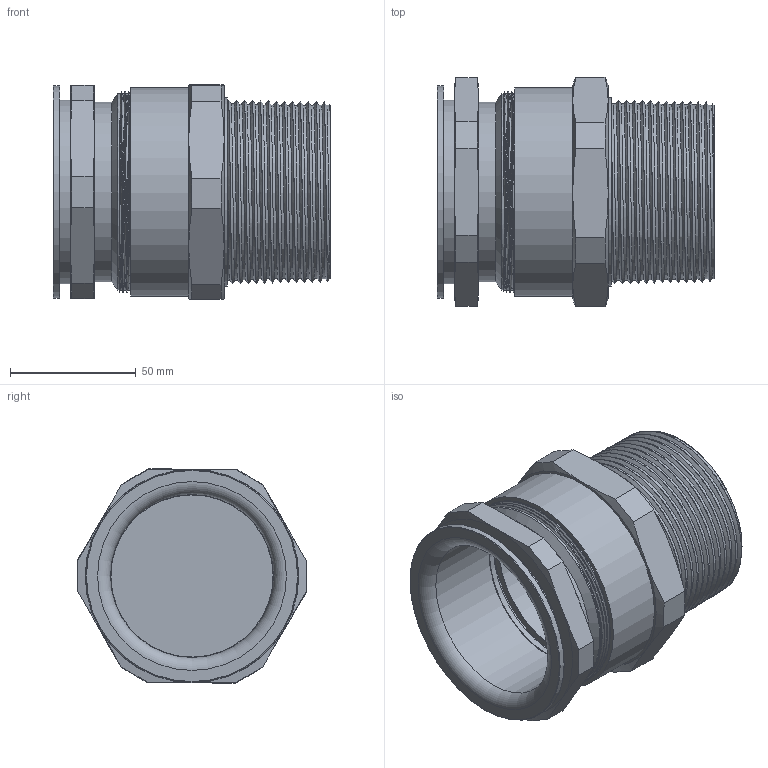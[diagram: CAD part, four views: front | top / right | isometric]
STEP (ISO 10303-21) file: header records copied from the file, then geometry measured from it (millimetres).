
FILE_DESCRIPTION(/* description */ ('ADE-1F2 NPT 2 1/2"'),/* implementation_level */ '2;1');
FILE_NAME(/* name */ '00809404V1-RST.stp',/* time_stamp */ '2023-03-29T11:18:41+02:00',/* author */ ('sl'),/* organization */ (''),/* preprocessor_version */ 'ST-DEVELOPER v16.5',/* originating_system */ 'Autodesk Inventor 2017',/* authorisation */ '');
FILE_SCHEMA (('AUTOMOTIVE_DESIGN { 1 0 10303 214 3 1 1 }'));
Length unit declared in the file: millimetre
Products named in the file (5): 00809404V1; 00809404V1_1; 00809404V1_2; 00809404V1_3; 00809404V1_4
Assembly tree (4 placements, depth 2):
  00809404V1
    00809404V1_1
    00809404V1_2
    00809404V1_3
    00809404V1_4
Bounding box: 110.61 x 91.46 x 85.45 mm (x, y, z)
Volume: 161045.9 mm3; surface area: 111478.9 mm2
Topology: 4 solids, 4 shells, 139 faces, 308 edges, 193 vertices
Faces by surface type: plane 50, cylinder 37, cone 36, bspline 8, torus 8
Full cylindrical faces by diameter (mm): 64.38 x1, 64.59 x1, 65.14 x1, 65.16 x1, 66.04 x1, 66.56 x1, 69.6 x1, 70.09 x1, 71.5 x1, 73.26 x1, 73.6 x1, 74.88 x1, 77.4 x2, 77.6 x1, 77.63 x10, 78.248 x6, 83.088 x1, 84.46 x1
Entity records: 9713 total; most frequent: CARTESIAN_POINT 7315, DIRECTION 453, ORIENTED_EDGE 428, EDGE_CURVE 214, AXIS2_PLACEMENT_3D 213, EDGE_LOOP 181, VERTEX_POINT 153, FACE_OUTER_BOUND 122
